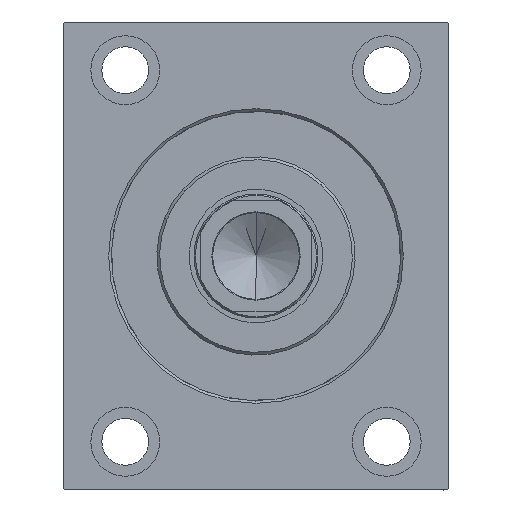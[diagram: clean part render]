
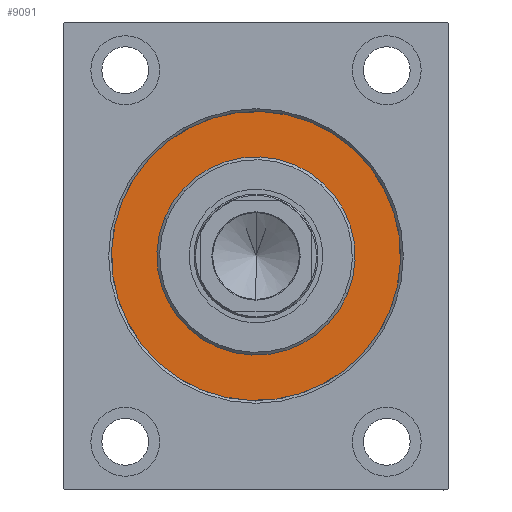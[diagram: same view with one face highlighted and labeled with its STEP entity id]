
A CAD part, left-side view. The second image highlights one B-rep face of the part: STEP entity #9091.
In plain terms, the highlighted face is planar.
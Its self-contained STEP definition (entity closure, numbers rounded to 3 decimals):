
#473 = AXIS2_PLACEMENT_3D ( 'NONE', #3585, #44757, #20342 ) ;
#1350 = ORIENTED_EDGE ( 'NONE', *, *, #34614, .F. ) ;
#2095 = VERTEX_POINT ( 'NONE', #31149 ) ;
#2557 = DIRECTION ( 'NONE',  ( 1., 0., 0. ) ) ;
#3585 = CARTESIAN_POINT ( 'NONE',  ( 0., 0., 0. ) ) ;
#5467 = EDGE_CURVE ( 'NONE', #12281, #2095, #21559, .T. ) ;
#6671 = ORIENTED_EDGE ( 'NONE', *, *, #31063, .F. ) ;
#7833 = AXIS2_PLACEMENT_3D ( 'NONE', #30673, #17110, #30891 ) ;
#9091 = ADVANCED_FACE ( 'NONE', ( #26797, #27848 ), #41650, .F. ) ;
#10544 = CIRCLE ( 'NONE', #27162, 36. ) ;
#10659 = DIRECTION ( 'NONE',  ( 0., 0., 1. ) ) ;
#12281 = VERTEX_POINT ( 'NONE', #33028 ) ;
#12778 = ORIENTED_EDGE ( 'NONE', *, *, #15529, .F. ) ;
#12990 = DIRECTION ( 'NONE',  ( 0., 0., -1. ) ) ;
#15529 = EDGE_CURVE ( 'NONE', #26121, #41382, #17491, .T. ) ;
#17110 = DIRECTION ( 'NONE',  ( 1., 0., 0. ) ) ;
#17491 = CIRCLE ( 'NONE', #35550, 52.5 ) ;
#17757 = EDGE_LOOP ( 'NONE', ( #20106, #6671 ) ) ;
#20106 = ORIENTED_EDGE ( 'NONE', *, *, #5467, .F. ) ;
#20342 = DIRECTION ( 'NONE',  ( 0., 0., 1. ) ) ;
#21559 = CIRCLE ( 'NONE', #7833, 36. ) ;
#24780 = CARTESIAN_POINT ( 'NONE',  ( 0., 0., 52.5 ) ) ;
#25711 = CARTESIAN_POINT ( 'NONE',  ( 0., 0., 0. ) ) ;
#26121 = VERTEX_POINT ( 'NONE', #24780 ) ;
#26797 = FACE_BOUND ( 'NONE', #17757, .T. ) ;
#27162 = AXIS2_PLACEMENT_3D ( 'NONE', #33580, #2557, #12990 ) ;
#27848 = FACE_OUTER_BOUND ( 'NONE', #36513, .T. ) ;
#30673 = CARTESIAN_POINT ( 'NONE',  ( 0., 0., 0. ) ) ;
#30891 = DIRECTION ( 'NONE',  ( 0., 0., -1. ) ) ;
#31063 = EDGE_CURVE ( 'NONE', #2095, #12281, #10544, .T. ) ;
#31149 = CARTESIAN_POINT ( 'NONE',  ( 0., 0., -36. ) ) ;
#33028 = CARTESIAN_POINT ( 'NONE',  ( 0., 0., 36. ) ) ;
#33580 = CARTESIAN_POINT ( 'NONE',  ( 0., 0., 0. ) ) ;
#34614 = EDGE_CURVE ( 'NONE', #41382, #26121, #39510, .T. ) ;
#34638 = CARTESIAN_POINT ( 'NONE',  ( 0., 0., 0. ) ) ;
#35445 = DIRECTION ( 'NONE',  ( 0., 0., 1. ) ) ;
#35550 = AXIS2_PLACEMENT_3D ( 'NONE', #25711, #36110, #35445 ) ;
#36110 = DIRECTION ( 'NONE',  ( -1., 0., 0. ) ) ;
#36513 = EDGE_LOOP ( 'NONE', ( #1350, #12778 ) ) ;
#38253 = AXIS2_PLACEMENT_3D ( 'NONE', #34638, #40583, #10659 ) ;
#39510 = CIRCLE ( 'NONE', #473, 52.5 ) ;
#40527 = CARTESIAN_POINT ( 'NONE',  ( 0., 0., -52.5 ) ) ;
#40583 = DIRECTION ( 'NONE',  ( -1., 0., 0. ) ) ;
#41382 = VERTEX_POINT ( 'NONE', #40527 ) ;
#41650 = PLANE ( 'NONE',  #38253 ) ;
#44757 = DIRECTION ( 'NONE',  ( -1., 0., 0. ) ) ;
